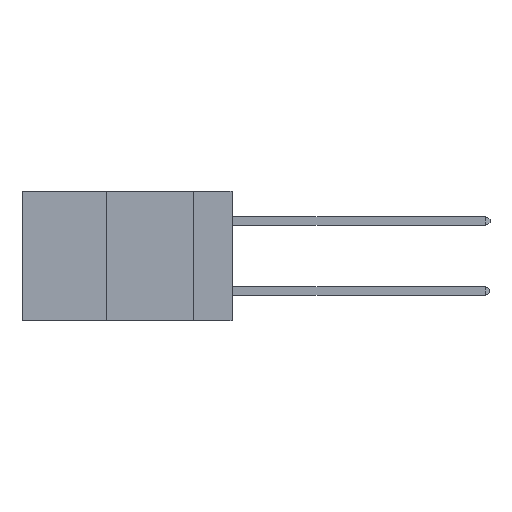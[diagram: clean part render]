
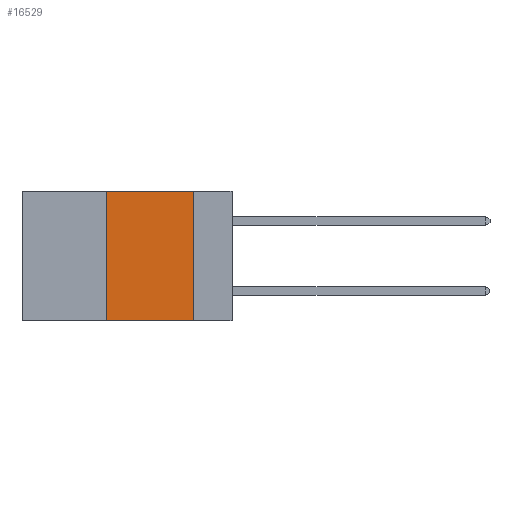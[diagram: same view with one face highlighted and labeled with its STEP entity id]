
A CAD part, left-side view. The second image highlights one B-rep face of the part: STEP entity #16529.
In plain terms, the highlighted planar face has unit normal (-1, 0, 0).
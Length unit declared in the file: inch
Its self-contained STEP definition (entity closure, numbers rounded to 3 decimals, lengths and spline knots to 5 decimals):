
#792 = VERTEX_POINT ( 'NONE', #17910 ) ;
#1982 = PLANE ( 'NONE',  #2177 ) ;
#2177 = AXIS2_PLACEMENT_3D ( 'NONE', #16799, #22214, #11299 ) ;
#2210 = EDGE_CURVE ( 'NONE', #19550, #16365, #14441, .T. ) ;
#3029 = DIRECTION ( 'NONE',  ( 0., -1., 0. ) ) ;
#3132 = CARTESIAN_POINT ( 'NONE',  ( 0., 0.36, 0. ) ) ;
#3379 = ORIENTED_EDGE ( 'NONE', *, *, #22353, .T. ) ;
#3625 = CARTESIAN_POINT ( 'NONE',  ( 0., 0.11, 0. ) ) ;
#5947 = EDGE_CURVE ( 'NONE', #22818, #792, #12206, .T. ) ;
#6139 = ORIENTED_EDGE ( 'NONE', *, *, #5947, .F. ) ;
#6896 = DIRECTION ( 'NONE',  ( 0., 0., 1. ) ) ;
#7244 = CARTESIAN_POINT ( 'NONE',  ( 0., 0.6, 0. ) ) ;
#7394 = DIRECTION ( 'NONE',  ( 0., 0., -1. ) ) ;
#7631 = VECTOR ( 'NONE', #9126, 39.37008 ) ;
#9126 = DIRECTION ( 'NONE',  ( 0., -1., 0. ) ) ;
#9177 = ORIENTED_EDGE ( 'NONE', *, *, #18758, .F. ) ;
#9930 = VECTOR ( 'NONE', #7394, 39.37008 ) ;
#10205 = CARTESIAN_POINT ( 'NONE',  ( 0., 0.11, 0. ) ) ;
#11274 = ORIENTED_EDGE ( 'NONE', *, *, #2210, .F. ) ;
#11299 = DIRECTION ( 'NONE',  ( 0., 0., -1. ) ) ;
#12206 = LINE ( 'NONE', #3625, #9930 ) ;
#13121 = VECTOR ( 'NONE', #3029, 39.37008 ) ;
#14111 = CARTESIAN_POINT ( 'NONE',  ( 0., 0.6, -0.37 ) ) ;
#14441 = LINE ( 'NONE', #3132, #23486 ) ;
#14503 = CARTESIAN_POINT ( 'NONE',  ( 0., 0.36, 0. ) ) ;
#16342 = EDGE_LOOP ( 'NONE', ( #6139, #9177, #11274, #3379 ) ) ;
#16365 = VERTEX_POINT ( 'NONE', #14503 ) ;
#16529 = ADVANCED_FACE ( 'NONE', ( #21743 ), #1982, .F. ) ;
#16799 = CARTESIAN_POINT ( 'NONE',  ( 0., 0.6, 0. ) ) ;
#17910 = CARTESIAN_POINT ( 'NONE',  ( 0., 0.11, -0.37 ) ) ;
#18758 = EDGE_CURVE ( 'NONE', #16365, #22818, #22211, .T. ) ;
#18926 = CARTESIAN_POINT ( 'NONE',  ( 0., 0.36, -0.37 ) ) ;
#19550 = VERTEX_POINT ( 'NONE', #18926 ) ;
#21743 = FACE_OUTER_BOUND ( 'NONE', #16342, .T. ) ;
#22211 = LINE ( 'NONE', #7244, #7631 ) ;
#22214 = DIRECTION ( 'NONE',  ( 1., 0., 0. ) ) ;
#22353 = EDGE_CURVE ( 'NONE', #19550, #792, #22785, .T. ) ;
#22785 = LINE ( 'NONE', #14111, #13121 ) ;
#22818 = VERTEX_POINT ( 'NONE', #10205 ) ;
#23486 = VECTOR ( 'NONE', #6896, 39.37008 ) ;
